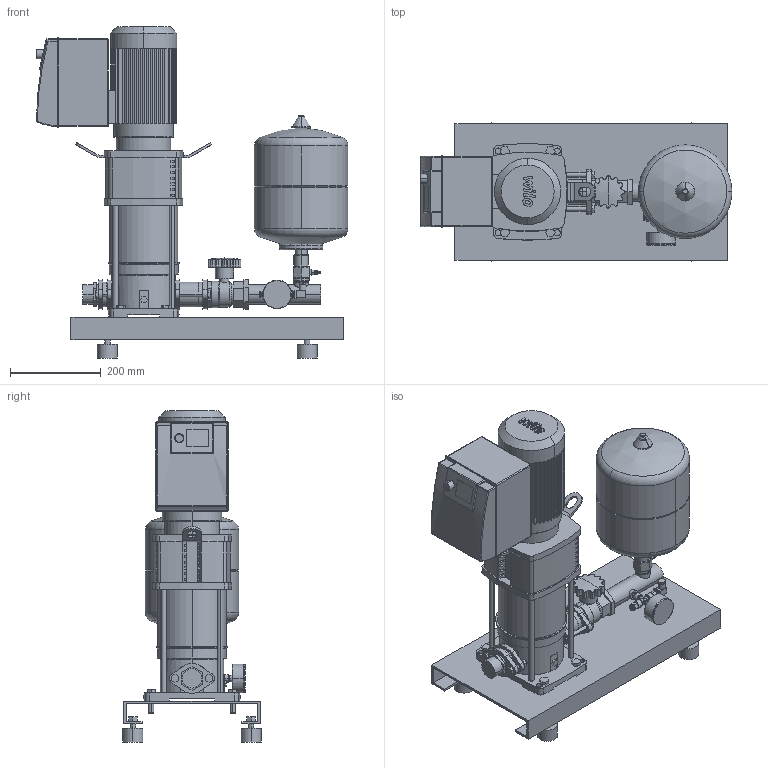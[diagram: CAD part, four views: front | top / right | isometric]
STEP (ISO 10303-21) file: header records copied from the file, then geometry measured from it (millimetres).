
FILE_DESCRIPTION((''),'2;1');
FILE_NAME('3d_SiBoostSmart1HelixVE602-2537324.stp','2015-08-24T10:47:06',(''),(''),'Mechanical Desktop 2009','Mechanical Desktop 2009',', , ');
FILE_SCHEMA(('CONFIG_CONTROL_DESIGN'));
Length unit declared in the file: millimetre
Products named in the file (1): Product
Bounding box: 687 x 304 x 731.2 mm (x, y, z)
Volume: 25098745.9 mm3; surface area: 2145655.6 mm2
Topology: 50 solids, 50 shells, 1447 faces, 3629 edges, 2353 vertices
Faces by surface type: plane 569, cylinder 382, bspline 356, cone 74, torus 54, sphere 12
Entity records: 48145 total; most frequent: CARTESIAN_POINT 13569, ORIENTED_EDGE 7234, DIRECTION 6933, EDGE_CURVE 3617, AXIS2_PLACEMENT_3D 2385, VERTEX_POINT 2353, VECTOR 2163, LINE 2163
